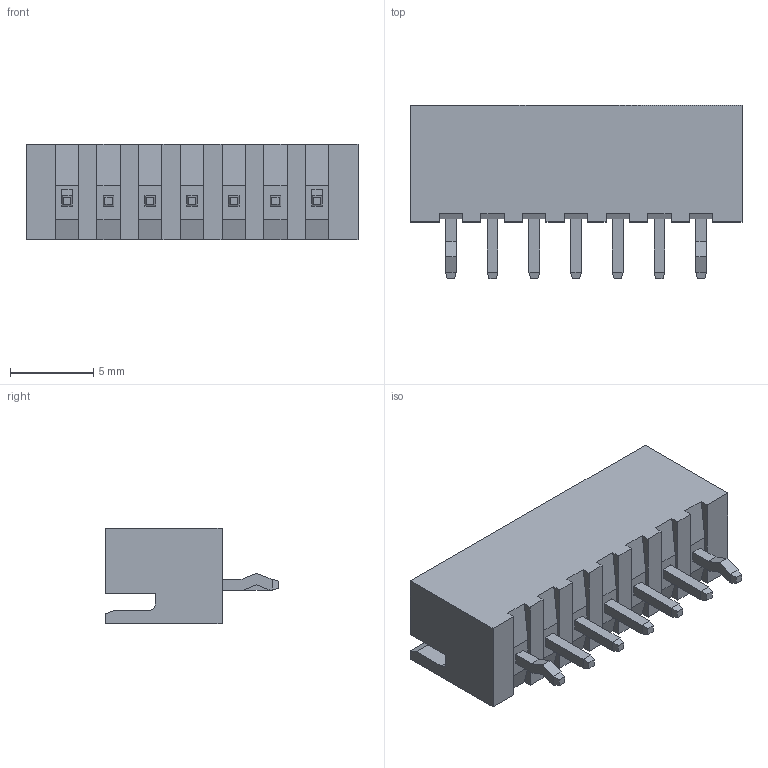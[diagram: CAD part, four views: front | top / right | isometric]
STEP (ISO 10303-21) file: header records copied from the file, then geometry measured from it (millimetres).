
FILE_DESCRIPTION (( 'STEP AP214' ), '1' );
FILE_NAME ('B7B-XH-A(LF)(SN).STEP', '2021-06-19T07:28:22', ( '' ), ( '' ), 'SwSTEP 2.0', 'SolidWorks 2018', '' );
FILE_SCHEMA (( 'AUTOMOTIVE_DESIGN' ));
Length unit declared in the file: millimetre
Products named in the file (2): B7B-XH-A(LF)(SN)
Bounding box: 19.9 x 10.4 x 5.75 mm (x, y, z)
Volume: 325.4 mm3; surface area: 1052 mm2
Topology: 8 solids, 8 shells, 216 faces, 542 edges, 342 vertices
Faces by surface type: plane 212, cylinder 4
Entity records: 8766 total; most frequent: CARTESIAN_POINT 1102, ORIENTED_EDGE 1084, DIRECTION 986, EDGE_CURVE 542, VECTOR 534, LINE 534, VERTEX_POINT 342, EDGE_LOOP 230
